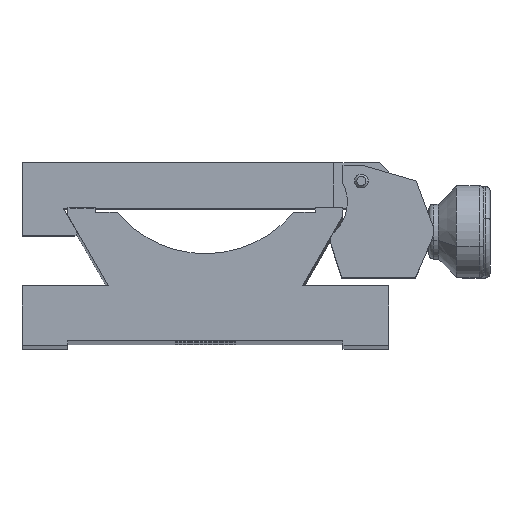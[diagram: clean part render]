
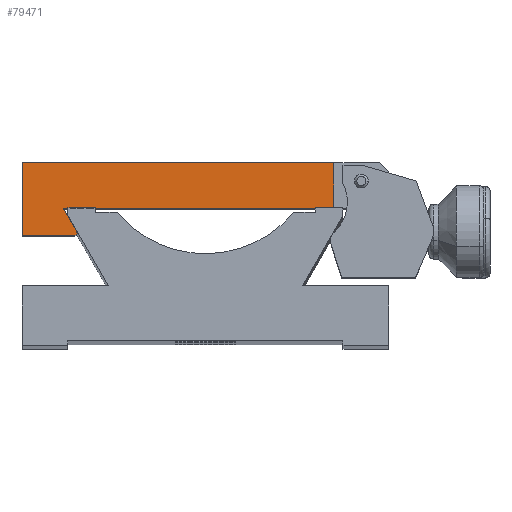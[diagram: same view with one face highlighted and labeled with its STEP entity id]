
A CAD part, top view. The second image highlights one B-rep face of the part: STEP entity #79471.
In plain terms, the highlighted planar face has unit normal (0, 0, 1).
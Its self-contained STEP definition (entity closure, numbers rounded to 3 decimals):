
#534 = ORIENTED_EDGE ( 'NONE', *, *, #76215, .T. ) ;
#1220 = ORIENTED_EDGE ( 'NONE', *, *, #86152, .T. ) ;
#2316 = DIRECTION ( 'NONE',  ( 0.707, 0.707, 0. ) ) ;
#2460 = LINE ( 'NONE', #49524, #54737 ) ;
#5556 = CARTESIAN_POINT ( 'NONE',  ( -34.875, 8.543, 87.076 ) ) ;
#6857 = DIRECTION ( 'NONE',  ( 1., 0., 0. ) ) ;
#8284 = DIRECTION ( 'NONE',  ( 1., 0., 0. ) ) ;
#10094 = DIRECTION ( 'NONE',  ( 0., -1., 0. ) ) ;
#10561 = CARTESIAN_POINT ( 'NONE',  ( -7.107, 16.543, 87.076 ) ) ;
#13960 = CARTESIAN_POINT ( 'NONE',  ( -36.607, 11.543, 87.076 ) ) ;
#14028 = LINE ( 'NONE', #41333, #64641 ) ;
#14694 = CARTESIAN_POINT ( 'NONE',  ( -41.107, 16.543, 87.076 ) ) ;
#17528 = CARTESIAN_POINT ( 'NONE',  ( -41.107, 8.543, 87.076 ) ) ;
#19838 = CARTESIAN_POINT ( 'NONE',  ( -26.741, 17.177, 87.076 ) ) ;
#23568 = EDGE_LOOP ( 'NONE', ( #46819, #86728, #534, #71089, #35295, #1220, #57866 ) ) ;
#24309 = VERTEX_POINT ( 'NONE', #56071 ) ;
#28029 = PLANE ( 'NONE',  #57541 ) ;
#31932 = VERTEX_POINT ( 'NONE', #57510 ) ;
#35295 = ORIENTED_EDGE ( 'NONE', *, *, #44782, .T. ) ;
#36297 = CARTESIAN_POINT ( 'NONE',  ( -35.058, 8.86, 87.076 ) ) ;
#37829 = DIRECTION ( 'NONE',  ( -0.5, 0.866, 0. ) ) ;
#38120 = VERTEX_POINT ( 'NONE', #14694 ) ;
#41333 = CARTESIAN_POINT ( 'NONE',  ( -36.607, 11.543, 87.076 ) ) ;
#44037 = LINE ( 'NONE', #77655, #87322 ) ;
#44782 = EDGE_CURVE ( 'NONE', #78742, #68275, #81192, .T. ) ;
#45124 = CARTESIAN_POINT ( 'NONE',  ( -41.107, 16.543, 87.076 ) ) ;
#45379 = CARTESIAN_POINT ( 'NONE',  ( -35.375, 8.543, 87.076 ) ) ;
#46819 = ORIENTED_EDGE ( 'NONE', *, *, #78296, .F. ) ;
#48101 = LINE ( 'NONE', #45124, #65979 ) ;
#49524 = CARTESIAN_POINT ( 'NONE',  ( -41.107, 8.543, 87.076 ) ) ;
#53110 = EDGE_CURVE ( 'NONE', #69815, #31932, #14028, .T. ) ;
#53520 = DIRECTION ( 'NONE',  ( 0., -1., 0. ) ) ;
#54544 = VECTOR ( 'NONE', #2316, 1000. ) ;
#54737 = VECTOR ( 'NONE', #76404, 1000. ) ;
#55763 = DIRECTION ( 'NONE',  ( 0., 0., 1. ) ) ;
#56071 = CARTESIAN_POINT ( 'NONE',  ( -7.107, 16.543, 87.076 ) ) ;
#56652 = FACE_OUTER_BOUND ( 'NONE', #23568, .T. ) ;
#57510 = CARTESIAN_POINT ( 'NONE',  ( -7.107, 11.543, 87.076 ) ) ;
#57541 = AXIS2_PLACEMENT_3D ( 'NONE', #83964, #55763, #8284 ) ;
#57866 = ORIENTED_EDGE ( 'NONE', *, *, #53110, .T. ) ;
#59072 = EDGE_CURVE ( 'NONE', #61489, #78742, #2460, .T. ) ;
#61489 = VERTEX_POINT ( 'NONE', #17528 ) ;
#64641 = VECTOR ( 'NONE', #6857, 1000. ) ;
#65979 = VECTOR ( 'NONE', #53520, 1000. ) ;
#66107 = EDGE_CURVE ( 'NONE', #24309, #38120, #44037, .T. ) ;
#68275 = VERTEX_POINT ( 'NONE', #36297 ) ;
#69815 = VERTEX_POINT ( 'NONE', #13960 ) ;
#70938 = DIRECTION ( 'NONE',  ( -1., 0., 0. ) ) ;
#71089 = ORIENTED_EDGE ( 'NONE', *, *, #59072, .T. ) ;
#71880 = LINE ( 'NONE', #5556, #80938 ) ;
#71923 = LINE ( 'NONE', #10561, #73352 ) ;
#73352 = VECTOR ( 'NONE', #10094, 1000. ) ;
#76215 = EDGE_CURVE ( 'NONE', #38120, #61489, #48101, .T. ) ;
#76404 = DIRECTION ( 'NONE',  ( 1., 0., 0. ) ) ;
#77655 = CARTESIAN_POINT ( 'NONE',  ( -41.107, 16.543, 87.076 ) ) ;
#78296 = EDGE_CURVE ( 'NONE', #24309, #31932, #71923, .T. ) ;
#78742 = VERTEX_POINT ( 'NONE', #45379 ) ;
#79471 = ADVANCED_FACE ( 'NONE', ( #56652 ), #28029, .T. ) ;
#80938 = VECTOR ( 'NONE', #37829, 1000. ) ;
#81192 = LINE ( 'NONE', #19838, #54544 ) ;
#83964 = CARTESIAN_POINT ( 'NONE',  ( -21.107, 11.543, 87.076 ) ) ;
#86152 = EDGE_CURVE ( 'NONE', #68275, #69815, #71880, .T. ) ;
#86728 = ORIENTED_EDGE ( 'NONE', *, *, #66107, .T. ) ;
#87322 = VECTOR ( 'NONE', #70938, 1000. ) ;
